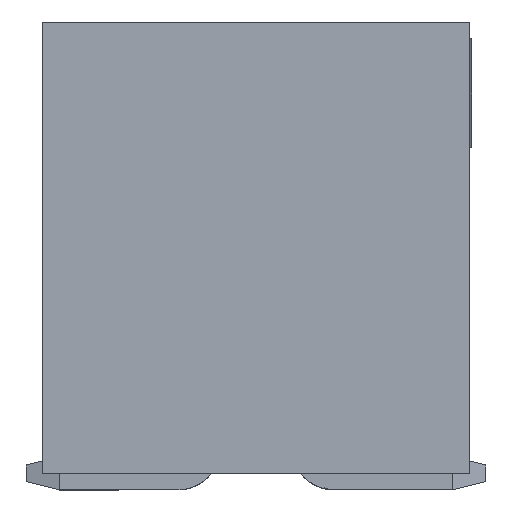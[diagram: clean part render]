
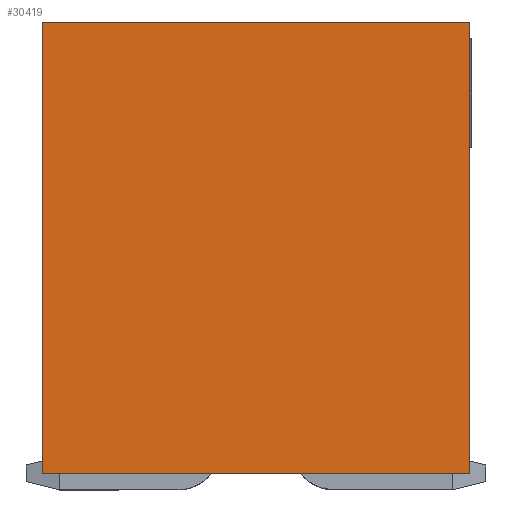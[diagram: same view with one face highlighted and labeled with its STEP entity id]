
A CAD part, left-side view. The second image highlights one B-rep face of the part: STEP entity #30419.
In plain terms, the highlighted free-form (B-spline) face has degree [1, 1] with [2, 2] control points.
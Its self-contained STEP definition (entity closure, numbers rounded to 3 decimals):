
#30419 = ADVANCED_FACE('',(#30420),#30450,.T.);
#30420 = FACE_BOUND('',#30421,.T.);
#30421 = EDGE_LOOP('',(#30422,#30431,#30438,#30445));
#30422 = ORIENTED_EDGE('',*,*,#30423,.F.);
#30423 = EDGE_CURVE('',#30424,#30426,#30428,.T.);
#30424 = VERTEX_POINT('',#30425);
#30425 = CARTESIAN_POINT('',(-6.325,-2.55,5.6));
#30426 = VERTEX_POINT('',#30427);
#30427 = CARTESIAN_POINT('',(-6.325,-2.55,0.2));
#30428 = B_SPLINE_CURVE_WITH_KNOTS('',1,(#30429,#30430),.UNSPECIFIED.,
  .F.,.F.,(2,2),(0.,5.4),.PIECEWISE_BEZIER_KNOTS.);
#30429 = CARTESIAN_POINT('',(-6.325,-2.55,5.6));
#30430 = CARTESIAN_POINT('',(-6.325,-2.55,0.2));
#30431 = ORIENTED_EDGE('',*,*,#30432,.F.);
#30432 = EDGE_CURVE('',#30433,#30424,#30435,.T.);
#30433 = VERTEX_POINT('',#30434);
#30434 = CARTESIAN_POINT('',(-6.325,2.55,5.6));
#30435 = B_SPLINE_CURVE_WITH_KNOTS('',1,(#30436,#30437),.UNSPECIFIED.,
  .F.,.F.,(2,2),(0.,5.1),.PIECEWISE_BEZIER_KNOTS.);
#30436 = CARTESIAN_POINT('',(-6.325,2.55,5.6));
#30437 = CARTESIAN_POINT('',(-6.325,-2.55,5.6));
#30438 = ORIENTED_EDGE('',*,*,#30439,.F.);
#30439 = EDGE_CURVE('',#30440,#30433,#30442,.T.);
#30440 = VERTEX_POINT('',#30441);
#30441 = CARTESIAN_POINT('',(-6.325,2.55,0.2));
#30442 = B_SPLINE_CURVE_WITH_KNOTS('',1,(#30443,#30444),.UNSPECIFIED.,
  .F.,.F.,(2,2),(0.,5.4),.PIECEWISE_BEZIER_KNOTS.);
#30443 = CARTESIAN_POINT('',(-6.325,2.55,0.2));
#30444 = CARTESIAN_POINT('',(-6.325,2.55,5.6));
#30445 = ORIENTED_EDGE('',*,*,#30446,.F.);
#30446 = EDGE_CURVE('',#30426,#30440,#30447,.T.);
#30447 = B_SPLINE_CURVE_WITH_KNOTS('',1,(#30448,#30449),.UNSPECIFIED.,
  .F.,.F.,(2,2),(0.,5.1),.PIECEWISE_BEZIER_KNOTS.);
#30448 = CARTESIAN_POINT('',(-6.325,-2.55,0.2));
#30449 = CARTESIAN_POINT('',(-6.325,2.55,0.2));
#30450 = B_SPLINE_SURFACE_WITH_KNOTS('',1,1,(
    (#30451,#30452)
    ,(#30453,#30454
    )),.UNSPECIFIED.,.F.,.F.,.F.,(2,2),(2,2),(0.,5.1),(0.,5.4)
  ,.PIECEWISE_BEZIER_KNOTS.);
#30451 = CARTESIAN_POINT('',(-6.325,2.55,0.2));
#30452 = CARTESIAN_POINT('',(-6.325,2.55,5.6));
#30453 = CARTESIAN_POINT('',(-6.325,-2.55,0.2));
#30454 = CARTESIAN_POINT('',(-6.325,-2.55,5.6));
